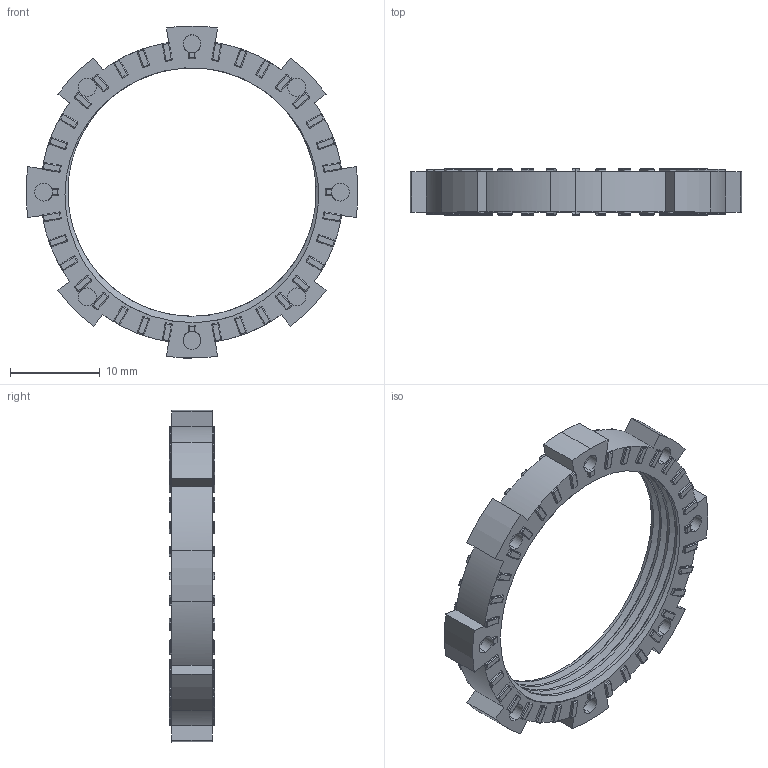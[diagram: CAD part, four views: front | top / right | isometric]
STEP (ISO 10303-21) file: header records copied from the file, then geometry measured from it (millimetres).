
FILE_DESCRIPTION (( 'STEP AP203' ), '1' );
FILE_NAME ('lockring.STEP', '2025-04-10T19:34:22', ( '' ), ( '' ), 'SwSTEP 2.0', 'SolidWorks 2024', '' );
FILE_SCHEMA (( 'CONFIG_CONTROL_DESIGN' ));
Length unit declared in the file: millimetre
Products named in the file (1): lockring
Bounding box: 36.95 x 5.1 x 36.98 mm (x, y, z)
Volume: 1480.9 mm3; surface area: 2151 mm2
Topology: 1 solids, 1 shells, 1271 faces, 3041 edges, 1562 vertices
Faces by surface type: cylinder 610, plane 386, sphere 272, bspline 3
Entity records: 35424 total; most frequent: CARTESIAN_POINT 7083, DIRECTION 6459, ORIENTED_EDGE 5538, EDGE_CURVE 2769, AXIS2_PLACEMENT_3D 2486, VERTEX_POINT 1562, LINE 1487, VECTOR 1487
